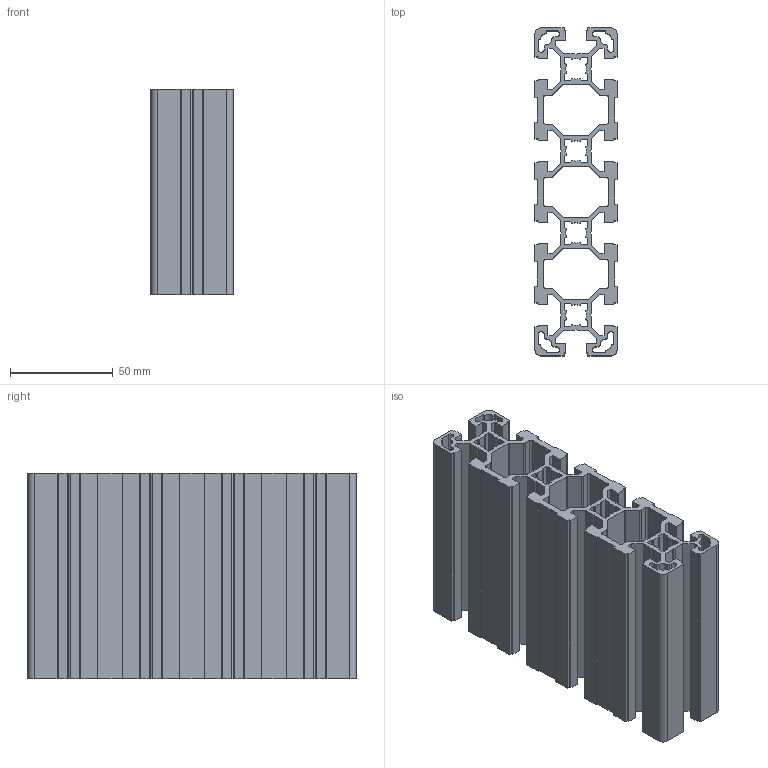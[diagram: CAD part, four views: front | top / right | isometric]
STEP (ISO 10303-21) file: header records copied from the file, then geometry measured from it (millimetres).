
FILE_DESCRIPTION (( 'STEP AP214' ), '1' );
FILE_NAME ('A02-5 (40x160).STEP', '2012-04-06T05:47:24', ( 'Advo' ), ( '' ), 'SwSTEP 2.0', 'SolidWorks 2007', '' );
FILE_SCHEMA (( 'AUTOMOTIVE_DESIGN' ));
Length unit declared in the file: millimetre
Products named in the file (1): A02-5 (40x160)
Bounding box: 40 x 160 x 100 mm (x, y, z)
Volume: 196719.5 mm3; surface area: 148525.8 mm2
Topology: 1 solids, 1 shells, 470 faces, 1404 edges, 936 vertices
Faces by surface type: plane 324, cylinder 146
Entity records: 15827 total; most frequent: CARTESIAN_POINT 2811, ORIENTED_EDGE 2808, DIRECTION 2638, EDGE_CURVE 1404, LINE 1112, VECTOR 1112, VERTEX_POINT 936, AXIS2_PLACEMENT_3D 763
